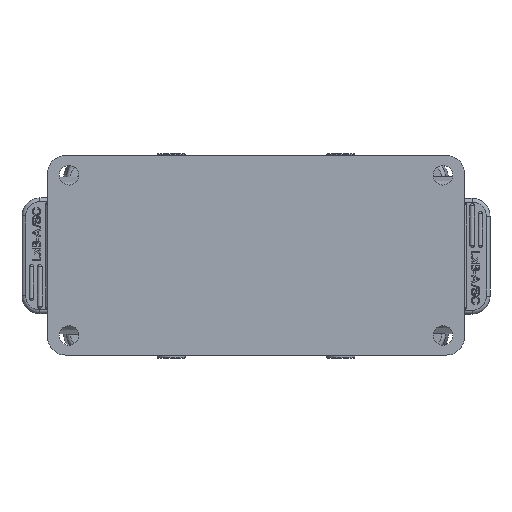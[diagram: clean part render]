
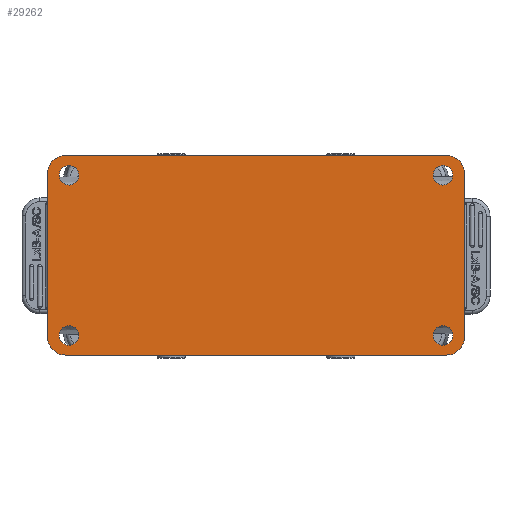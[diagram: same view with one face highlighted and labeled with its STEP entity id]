
A CAD part, front view. The second image highlights one B-rep face of the part: STEP entity #29262.
In plain terms, the highlighted planar face has unit normal (0, -1, 0).
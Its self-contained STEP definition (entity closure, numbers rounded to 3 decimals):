
#2902=DIRECTION('',(0.,0.,1.));
#2903=VECTOR('',#2902,46.);
#2904=CARTESIAN_POINT('',(118.,0.,
-22.82));
#2905=LINE('',#2904,#2903);
#2924=DIRECTION('',(-1.,0.,0.));
#2925=VECTOR('',#2924,107.);
#2926=CARTESIAN_POINT('',(113.,0.,
28.18));
#2927=LINE('',#2926,#2925);
#3201=CARTESIAN_POINT('',(113.,0.,
-22.82));
#3202=DIRECTION('',(0.,1.,0.));
#3203=DIRECTION('',(1.,0.,0.));
#3204=AXIS2_PLACEMENT_3D('',#3201,#3202,#3203);
#3206=DIRECTION('',(-1.,0.,0.));
#3207=VECTOR('',#3206,107.);
#3208=CARTESIAN_POINT('',(113.,0.,
-27.82));
#3209=LINE('',#3208,#3207);
#3210=CARTESIAN_POINT('',(6.,0.,
-22.82));
#3211=DIRECTION('',(0.,1.,0.));
#3212=DIRECTION('',(0.,0.,-1.));
#3213=AXIS2_PLACEMENT_3D('',#3210,#3211,#3212);
#3215=CARTESIAN_POINT('',(6.,0.,
23.18));
#3216=DIRECTION('',(0.,1.,0.));
#3217=DIRECTION('',(-1.,0.,0.));
#3218=AXIS2_PLACEMENT_3D('',#3215,#3216,#3217);
#3220=CARTESIAN_POINT('',(113.,0.,
23.18));
#3221=DIRECTION('',(0.,1.,0.));
#3222=DIRECTION('',(0.,0.,1.));
#3223=AXIS2_PLACEMENT_3D('',#3220,#3221,#3222);
#3225=CARTESIAN_POINT('',(7.,0.,
22.68));
#3226=DIRECTION('',(0.,-1.,0.));
#3227=DIRECTION('',(0.,0.,1.));
#3228=AXIS2_PLACEMENT_3D('',#3225,#3226,#3227);
#3230=CARTESIAN_POINT('',(7.,0.,
22.68));
#3231=DIRECTION('',(0.,-1.,0.));
#3232=DIRECTION('',(0.,0.,-1.));
#3233=AXIS2_PLACEMENT_3D('',#3230,#3231,#3232);
#3235=CARTESIAN_POINT('',(7.,0.,
-22.32));
#3236=DIRECTION('',(0.,-1.,0.));
#3237=DIRECTION('',(0.,0.,1.));
#3238=AXIS2_PLACEMENT_3D('',#3235,#3236,#3237);
#3240=CARTESIAN_POINT('',(7.,0.,
-22.32));
#3241=DIRECTION('',(0.,-1.,0.));
#3242=DIRECTION('',(0.,0.,-1.));
#3243=AXIS2_PLACEMENT_3D('',#3240,#3241,#3242);
#3245=CARTESIAN_POINT('',(112.,0.,
-22.32));
#3246=DIRECTION('',(0.,-1.,0.));
#3247=DIRECTION('',(0.,0.,1.));
#3248=AXIS2_PLACEMENT_3D('',#3245,#3246,#3247);
#3250=CARTESIAN_POINT('',(112.,0.,
-22.32));
#3251=DIRECTION('',(0.,-1.,0.));
#3252=DIRECTION('',(0.,0.,-1.));
#3253=AXIS2_PLACEMENT_3D('',#3250,#3251,#3252);
#3255=CARTESIAN_POINT('',(112.,0.,
22.68));
#3256=DIRECTION('',(0.,-1.,0.));
#3257=DIRECTION('',(0.,0.,1.));
#3258=AXIS2_PLACEMENT_3D('',#3255,#3256,#3257);
#3260=CARTESIAN_POINT('',(112.,0.,
22.68));
#3261=DIRECTION('',(0.,-1.,0.));
#3262=DIRECTION('',(0.,0.,-1.));
#3263=AXIS2_PLACEMENT_3D('',#3260,#3261,#3262);
#5900=DIRECTION('',(0.,0.,-1.));
#5901=VECTOR('',#5900,46.);
#5902=CARTESIAN_POINT('',(1.,0.,
23.18));
#5903=LINE('',#5902,#5901);
#20797=CARTESIAN_POINT('',(118.,0.,
23.18));
#20799=VERTEX_POINT('',#20797);
#20820=CARTESIAN_POINT('',(118.,0.,
-22.82));
#20821=VERTEX_POINT('',#20820);
#20822=CARTESIAN_POINT('',(113.,0.,
28.18));
#20824=VERTEX_POINT('',#20822);
#20828=CARTESIAN_POINT('',(6.,0.,
28.18));
#20829=VERTEX_POINT('',#20828);
#20864=CARTESIAN_POINT('',(112.,0.,
25.43));
#20865=CARTESIAN_POINT('',(112.,0.,
19.93));
#20866=VERTEX_POINT('',#20864);
#20867=VERTEX_POINT('',#20865);
#20868=CARTESIAN_POINT('',(113.,0.,
-27.82));
#20869=VERTEX_POINT('',#20868);
#20870=CARTESIAN_POINT('',(6.,0.,
-27.82));
#20871=VERTEX_POINT('',#20870);
#20872=CARTESIAN_POINT('',(1.,0.,
-22.82));
#20873=VERTEX_POINT('',#20872);
#20874=CARTESIAN_POINT('',(1.,0.,
23.18));
#20875=VERTEX_POINT('',#20874);
#20876=CARTESIAN_POINT('',(7.,0.,
25.43));
#20877=CARTESIAN_POINT('',(7.,0.,
19.93));
#20878=VERTEX_POINT('',#20876);
#20879=VERTEX_POINT('',#20877);
#20880=CARTESIAN_POINT('',(7.,0.,
-19.57));
#20881=CARTESIAN_POINT('',(7.,0.,
-25.07));
#20882=VERTEX_POINT('',#20880);
#20883=VERTEX_POINT('',#20881);
#20884=CARTESIAN_POINT('',(112.,0.,
-19.57));
#20885=CARTESIAN_POINT('',(112.,0.,
-25.07));
#20886=VERTEX_POINT('',#20884);
#20887=VERTEX_POINT('',#20885);
#29219=CARTESIAN_POINT('',(59.5,0.,
0.18));
#29220=DIRECTION('',(0.,1.,0.));
#29221=DIRECTION('',(0.,0.,1.));
#29222=AXIS2_PLACEMENT_3D('',#29219,#29220,#29221);
#29223=PLANE('',#29222);
#29224=ORIENTED_EDGE('',*,*,#28341,.F.);
#29226=ORIENTED_EDGE('',*,*,#29225,.T.);
#29228=ORIENTED_EDGE('',*,*,#29227,.T.);
#29230=ORIENTED_EDGE('',*,*,#29229,.T.);
#29232=ORIENTED_EDGE('',*,*,#29231,.F.);
#29234=ORIENTED_EDGE('',*,*,#29233,.T.);
#29235=ORIENTED_EDGE('',*,*,#28375,.F.);
#29236=ORIENTED_EDGE('',*,*,#28362,.T.);
#29237=EDGE_LOOP('',(#29224,#29226,#29228,#29230,#29232,#29234,#29235,#29236));
#29238=FACE_OUTER_BOUND('',#29237,.F.);
#29240=ORIENTED_EDGE('',*,*,#29239,.T.);
#29242=ORIENTED_EDGE('',*,*,#29241,.T.);
#29243=EDGE_LOOP('',(#29240,#29242));
#29244=FACE_BOUND('',#29243,.F.);
#29246=ORIENTED_EDGE('',*,*,#29245,.T.);
#29248=ORIENTED_EDGE('',*,*,#29247,.T.);
#29249=EDGE_LOOP('',(#29246,#29248));
#29250=FACE_BOUND('',#29249,.F.);
#29252=ORIENTED_EDGE('',*,*,#29251,.T.);
#29254=ORIENTED_EDGE('',*,*,#29253,.T.);
#29255=EDGE_LOOP('',(#29252,#29254));
#29256=FACE_BOUND('',#29255,.F.);
#29257=ORIENTED_EDGE('',*,*,#29209,.T.);
#29259=ORIENTED_EDGE('',*,*,#29258,.T.);
#29260=EDGE_LOOP('',(#29257,#29259));
#29261=FACE_BOUND('',#29260,.F.);
#3205=CIRCLE('',#3204,5.);
#3214=CIRCLE('',#3213,5.);
#3219=CIRCLE('',#3218,5.);
#3224=CIRCLE('',#3223,5.);
#3229=CIRCLE('',#3228,2.75);
#3234=CIRCLE('',#3233,2.75);
#3239=CIRCLE('',#3238,2.75);
#3244=CIRCLE('',#3243,2.75);
#3249=CIRCLE('',#3248,2.75);
#3254=CIRCLE('',#3253,2.75);
#3259=CIRCLE('',#3258,2.75);
#3264=CIRCLE('',#3263,2.75);
#28341=EDGE_CURVE('',#20821,#20799,#2905,.T.);
#28362=EDGE_CURVE('',#20824,#20799,#3224,.T.);
#28375=EDGE_CURVE('',#20824,#20829,#2927,.T.);
#29209=EDGE_CURVE('',#20866,#20867,#3259,.T.);
#29225=EDGE_CURVE('',#20821,#20869,#3205,.T.);
#29227=EDGE_CURVE('',#20869,#20871,#3209,.T.);
#29229=EDGE_CURVE('',#20871,#20873,#3214,.T.);
#29231=EDGE_CURVE('',#20875,#20873,#5903,.T.);
#29233=EDGE_CURVE('',#20875,#20829,#3219,.T.);
#29239=EDGE_CURVE('',#20878,#20879,#3229,.T.);
#29241=EDGE_CURVE('',#20879,#20878,#3234,.T.);
#29245=EDGE_CURVE('',#20882,#20883,#3239,.T.);
#29247=EDGE_CURVE('',#20883,#20882,#3244,.T.);
#29251=EDGE_CURVE('',#20886,#20887,#3249,.T.);
#29253=EDGE_CURVE('',#20887,#20886,#3254,.T.);
#29258=EDGE_CURVE('',#20867,#20866,#3264,.T.);
#29262=ADVANCED_FACE('',(#29238,#29244,#29250,#29256,#29261),#29223,.F.);
